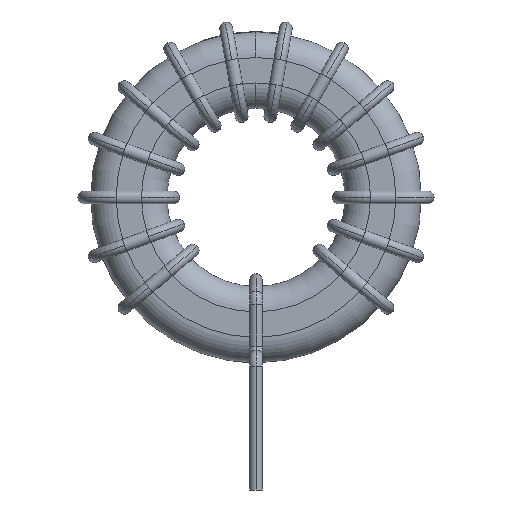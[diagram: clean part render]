
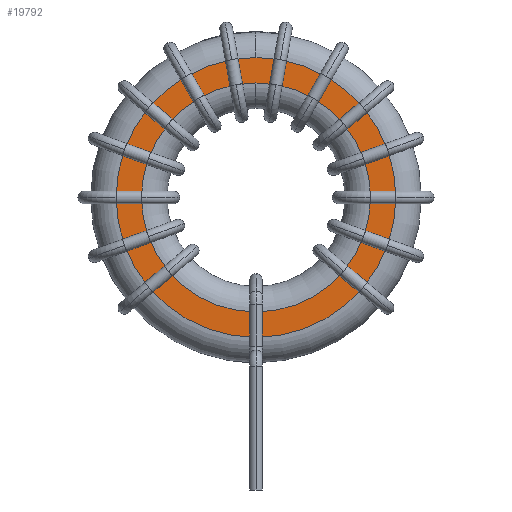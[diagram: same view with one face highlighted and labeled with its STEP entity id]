
A CAD part, left-side view. The second image highlights one B-rep face of the part: STEP entity #19792.
In plain terms, the highlighted planar face has unit normal (-1, 0, 0).
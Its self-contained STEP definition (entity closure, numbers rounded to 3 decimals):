
#6 = CARTESIAN_POINT ( 'NONE',  ( -2.75, 0., -4.5 ) ) ;
#898 = CARTESIAN_POINT ( 'NONE',  ( -2.75, 0., -5.5 ) ) ;
#1956 = VERTEX_POINT ( 'NONE', #18610 ) ;
#3286 = DIRECTION ( 'NONE',  ( 0., 0., -1. ) ) ;
#3749 = FACE_OUTER_BOUND ( 'NONE', #23637, .T. ) ;
#4001 = CIRCLE ( 'NONE', #17615, 5.5 ) ;
#4241 = CIRCLE ( 'NONE', #9183, 4.5 ) ;
#4504 = CIRCLE ( 'NONE', #23499, 4.5 ) ;
#4566 = VERTEX_POINT ( 'NONE', #898 ) ;
#5569 = EDGE_LOOP ( 'NONE', ( #7375, #8977 ) ) ;
#7375 = ORIENTED_EDGE ( 'NONE', *, *, #24957, .T. ) ;
#7408 = AXIS2_PLACEMENT_3D ( 'NONE', #9949, #25158, #19533 ) ;
#8977 = ORIENTED_EDGE ( 'NONE', *, *, #19554, .T. ) ;
#9183 = AXIS2_PLACEMENT_3D ( 'NONE', #19655, #11856, #13436 ) ;
#9949 = CARTESIAN_POINT ( 'NONE',  ( -2.75, 0., 0. ) ) ;
#10034 = CARTESIAN_POINT ( 'NONE',  ( -2.75, 0., 0. ) ) ;
#11258 = AXIS2_PLACEMENT_3D ( 'NONE', #10034, #15314, #23352 ) ;
#11856 = DIRECTION ( 'NONE',  ( 1., 0., 0. ) ) ;
#13436 = DIRECTION ( 'NONE',  ( 0., 0., -1. ) ) ;
#15192 = EDGE_CURVE ( 'NONE', #4566, #24320, #23650, .T. ) ;
#15305 = DIRECTION ( 'NONE',  ( 0., 0., -1. ) ) ;
#15314 = DIRECTION ( 'NONE',  ( -1., 0., 0. ) ) ;
#15661 = ORIENTED_EDGE ( 'NONE', *, *, #21167, .T. ) ;
#16923 = FACE_BOUND ( 'NONE', #5569, .T. ) ;
#16958 = CARTESIAN_POINT ( 'NONE',  ( -2.75, 0., 0. ) ) ;
#17300 = PLANE ( 'NONE',  #7408 ) ;
#17615 = AXIS2_PLACEMENT_3D ( 'NONE', #25091, #21019, #15305 ) ;
#18610 = CARTESIAN_POINT ( 'NONE',  ( -2.75, 0., 4.5 ) ) ;
#18883 = ORIENTED_EDGE ( 'NONE', *, *, #15192, .T. ) ;
#19533 = DIRECTION ( 'NONE',  ( 0., 0., -1. ) ) ;
#19554 = EDGE_CURVE ( 'NONE', #1956, #21037, #4504, .T. ) ;
#19655 = CARTESIAN_POINT ( 'NONE',  ( -2.75, 0., 0. ) ) ;
#19792 = ADVANCED_FACE ( 'NONE', ( #16923, #3749 ), #17300, .F. ) ;
#20412 = CARTESIAN_POINT ( 'NONE',  ( -2.75, 0., 5.5 ) ) ;
#21019 = DIRECTION ( 'NONE',  ( -1., 0., 0. ) ) ;
#21037 = VERTEX_POINT ( 'NONE', #6 ) ;
#21111 = DIRECTION ( 'NONE',  ( 1., 0., 0. ) ) ;
#21167 = EDGE_CURVE ( 'NONE', #24320, #4566, #4001, .T. ) ;
#23352 = DIRECTION ( 'NONE',  ( 0., 0., -1. ) ) ;
#23499 = AXIS2_PLACEMENT_3D ( 'NONE', #16958, #21111, #3286 ) ;
#23637 = EDGE_LOOP ( 'NONE', ( #18883, #15661 ) ) ;
#23650 = CIRCLE ( 'NONE', #11258, 5.5 ) ;
#24320 = VERTEX_POINT ( 'NONE', #20412 ) ;
#24957 = EDGE_CURVE ( 'NONE', #21037, #1956, #4241, .T. ) ;
#25091 = CARTESIAN_POINT ( 'NONE',  ( -2.75, 0., 0. ) ) ;
#25158 = DIRECTION ( 'NONE',  ( 1., 0., 0. ) ) ;
